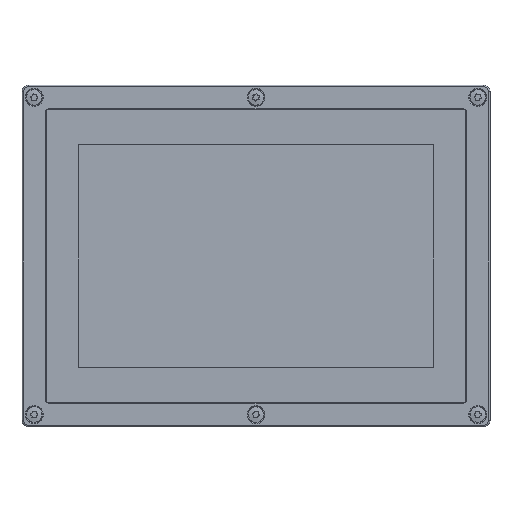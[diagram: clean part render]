
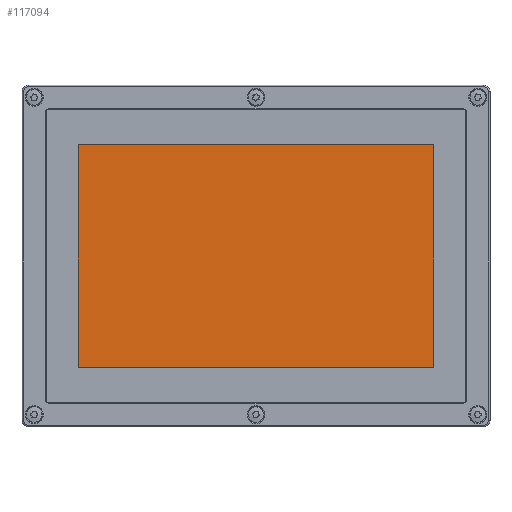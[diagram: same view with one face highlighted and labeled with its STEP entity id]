
A CAD part, top view. The second image highlights one B-rep face of the part: STEP entity #117094.
In plain terms, the highlighted planar face has unit normal (0, 0, 1).
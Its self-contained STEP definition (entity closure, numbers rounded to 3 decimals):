
#5262 = DIRECTION ( 'NONE',  ( 0., 1., 0. ) ) ;
#9060 = ORIENTED_EDGE ( 'NONE', *, *, #41475, .T. ) ;
#10231 = EDGE_CURVE ( 'NONE', #28571, #84712, #118325, .T. ) ;
#12309 = VECTOR ( 'NONE', #93635, 1000. ) ;
#13025 = DIRECTION ( 'NONE',  ( -1., 0., 0. ) ) ;
#13575 = ORIENTED_EDGE ( 'NONE', *, *, #117899, .T. ) ;
#16421 = LINE ( 'NONE', #65835, #12309 ) ;
#17001 = CARTESIAN_POINT ( 'NONE',  ( 108.98, 68.3, 5.3 ) ) ;
#19714 = DIRECTION ( 'NONE',  ( 1., 0., 0. ) ) ;
#25972 = ORIENTED_EDGE ( 'NONE', *, *, #53091, .T. ) ;
#28571 = VERTEX_POINT ( 'NONE', #110585 ) ;
#33238 = VECTOR ( 'NONE', #13025, 1000. ) ;
#35924 = VERTEX_POINT ( 'NONE', #120421 ) ;
#41475 = EDGE_CURVE ( 'NONE', #35924, #120873, #16421, .T. ) ;
#50720 = CARTESIAN_POINT ( 'NONE',  ( 108.98, 68.3, 5.3 ) ) ;
#53091 = EDGE_CURVE ( 'NONE', #120873, #28571, #75933, .T. ) ;
#57252 = PLANE ( 'NONE',  #108111 ) ;
#65835 = CARTESIAN_POINT ( 'NONE',  ( -108.98, 68.3, 5.3 ) ) ;
#68054 = LINE ( 'NONE', #50720, #33238 ) ;
#68333 = DIRECTION ( 'NONE',  ( 0., -1., 0. ) ) ;
#75146 = EDGE_LOOP ( 'NONE', ( #9060, #25972, #81952, #13575 ) ) ;
#75933 = LINE ( 'NONE', #104364, #99964 ) ;
#78153 = CARTESIAN_POINT ( 'NONE',  ( -108.98, -68.3, 5.3 ) ) ;
#79128 = CARTESIAN_POINT ( 'NONE',  ( 108.98, 68.3, 5.3 ) ) ;
#81952 = ORIENTED_EDGE ( 'NONE', *, *, #10231, .T. ) ;
#84712 = VERTEX_POINT ( 'NONE', #79128 ) ;
#93635 = DIRECTION ( 'NONE',  ( 0., -1., 0. ) ) ;
#94947 = CARTESIAN_POINT ( 'NONE',  ( 0., 0., 5.3 ) ) ;
#99964 = VECTOR ( 'NONE', #19714, 1000. ) ;
#103613 = FACE_OUTER_BOUND ( 'NONE', #75146, .T. ) ;
#104364 = CARTESIAN_POINT ( 'NONE',  ( 108.98, -68.3, 5.3 ) ) ;
#108111 = AXIS2_PLACEMENT_3D ( 'NONE', #94947, #114079, #68333 ) ;
#109527 = VECTOR ( 'NONE', #5262, 1000. ) ;
#110585 = CARTESIAN_POINT ( 'NONE',  ( 108.98, -68.3, 5.3 ) ) ;
#114079 = DIRECTION ( 'NONE',  ( 0., 0., -1. ) ) ;
#117094 = ADVANCED_FACE ( 'NONE', ( #103613 ), #57252, .F. ) ;
#117899 = EDGE_CURVE ( 'NONE', #84712, #35924, #68054, .T. ) ;
#118325 = LINE ( 'NONE', #17001, #109527 ) ;
#120421 = CARTESIAN_POINT ( 'NONE',  ( -108.98, 68.3, 5.3 ) ) ;
#120873 = VERTEX_POINT ( 'NONE', #78153 ) ;
